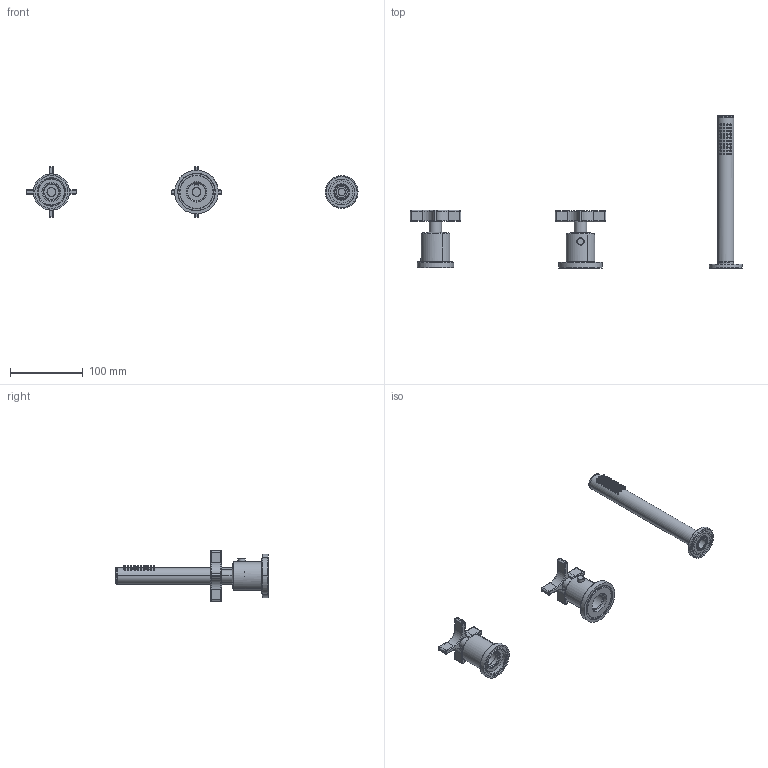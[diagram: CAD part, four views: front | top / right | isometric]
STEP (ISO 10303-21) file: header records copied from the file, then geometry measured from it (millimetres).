
FILE_DESCRIPTION(('CATIA V5 STEP Exchange','CAx-IF Rec.Pracs.--- Model Styling and Organization---1.5--- 2016-08-15','CAx-IF Rec.Pracs.---Supplemental Geometry---1.0---2011-11-01','CAx-IF Rec.Pracs.--- Composite Materials ---3.4---2017-06-13','CAx-IF Rec.Pracs.---Tessellated 3D Geometry---1.0---2015-12-17'),'2;1');
FILE_NAME('GST79010.stp','2023-02-03T14:07:27+00:00',('none'),('none'),'CATIA Version 5-6 Release 2020 SP2','CATIA V5 STEP AP242 v2','none');
FILE_SCHEMA(('AP242_MANAGED_MODEL_BASED_3D_ENGINEERING_MIM_LF {1 0 10303 442 1 1 4}'));
Length unit declared in the file: millimetre
Products named in the file (1): GST79
Bounding box: 457.5 x 209.5 x 70.05 mm (x, y, z)
Volume: 193284.2 mm3; surface area: 81024.1 mm2
Topology: 14 solids, 14 shells, 1021 faces, 2397 edges, 1513 vertices
Faces by surface type: torus 442, cylinder 310, cone 136, plane 129, sphere 4
Entity records: 31522 total; most frequent: CARTESIAN_POINT 10580, ORIENTED_EDGE 4794, DIRECTION 3101, EDGE_CURVE 2397, AXIS2_PLACEMENT_3D 2045, VERTEX_POINT 1513, CIRCLE 1490, EDGE_LOOP 1152
